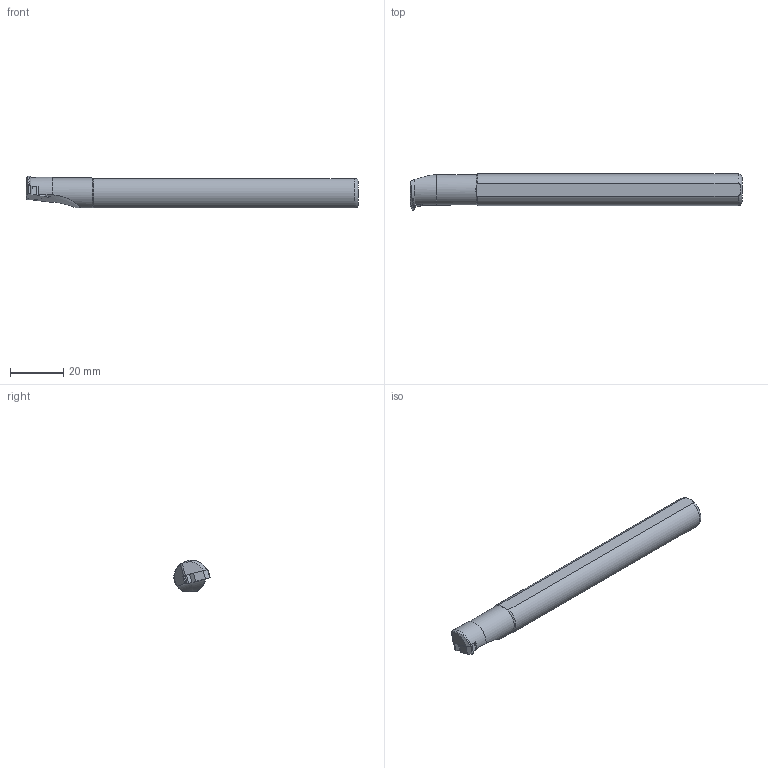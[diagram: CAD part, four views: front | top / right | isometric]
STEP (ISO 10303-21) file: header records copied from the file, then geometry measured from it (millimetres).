
FILE_DESCRIPTION(/* description */ (''),/* implementation_level */ '2;1');
FILE_NAME(/* name */ 'SIR-S12K-11.stp',/* time_stamp */ '2023-10-16T11:41:59+03:00',/* author */ (''),/* organization */ (''),/* preprocessor_version */ 'ST-DEVELOPER v19.4',/* originating_system */ 'SIEMENS PLM Software NX2306.3001',/* authorisation */ '');
FILE_SCHEMA (('AUTOMOTIVE_DESIGN { 1 0 10303 214 3 1 1 1 }'));
Length unit declared in the file: millimetre
Products named in the file (3): SIR-S12K-11_id6_x_t; SIR-S12K-11_id11_x_t; SIR-S12K-11_x_t
Assembly tree (2 placements, depth 2):
  SIR-S12K-11_x_t
    SIR-S12K-11_id11_x_t
    SIR-S12K-11_id6_x_t
Bounding box: 125 x 13.68 x 11.87 mm (x, y, z)
Volume: 13006.1 mm3; surface area: 4920 mm2
Topology: 2 solids, 2 shells, 47 faces, 125 edges, 82 vertices
Faces by surface type: plane 24, cylinder 14, cone 5, revolution 2, bspline 1, torus 1
Entity records: 1837 total; most frequent: CARTESIAN_POINT 646, ORIENTED_EDGE 246, DIRECTION 219, EDGE_CURVE 123, VERTEX_POINT 81, AXIS2_PLACEMENT_3D 79, LINE 59, VECTOR 59
